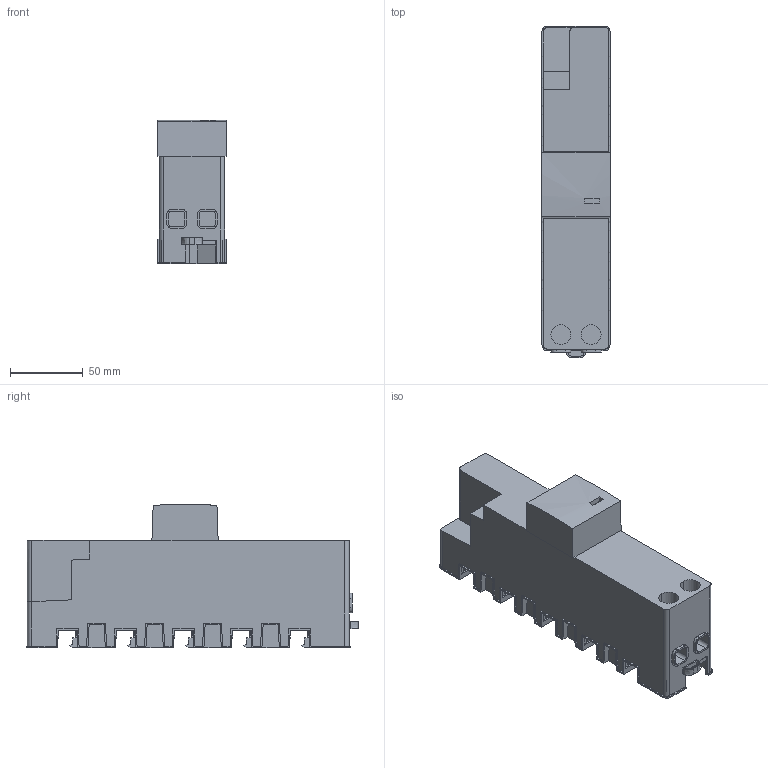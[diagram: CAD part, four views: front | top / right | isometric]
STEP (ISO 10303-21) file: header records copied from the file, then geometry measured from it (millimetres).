
FILE_DESCRIPTION(('CATIA V5 STEP Exchange','CAx-IF Rec.Pracs.--- Model Styling and Organization---1.4--- 2014-01-23'),'2;1');
FILE_NAME ('D1602786_1', '2024-02-26T09:03:56+00:00', ('none'), ('Weidmueller'), 'CATIA Version 5-6 Release 2016 SP3 HF44', 'CATIA V5 STEP AP214', 'none');
FILE_SCHEMA(('AUTOMOTIVE_DESIGN { 1 0 10303 214 1 1 1 1 }'));
Length unit declared in the file: millimetre
Products named in the file (1): S3D_VPU_ZPA_I_3-1_300_XXX
Bounding box: 47 x 228.99 x 98.92 mm (x, y, z)
Volume: 653622.3 mm3; surface area: 85990.8 mm2
Topology: 1 solids, 1 shells, 553 faces, 1570 edges, 1051 vertices
Faces by surface type: plane 477, cylinder 66, extrusion 10
Entity records: 17004 total; most frequent: CARTESIAN_POINT 3443, ORIENTED_EDGE 3140, DIRECTION 1947, EDGE_CURVE 1570, VECTOR 1315, LINE 1305, VERTEX_POINT 1051, EDGE_LOOP 585
